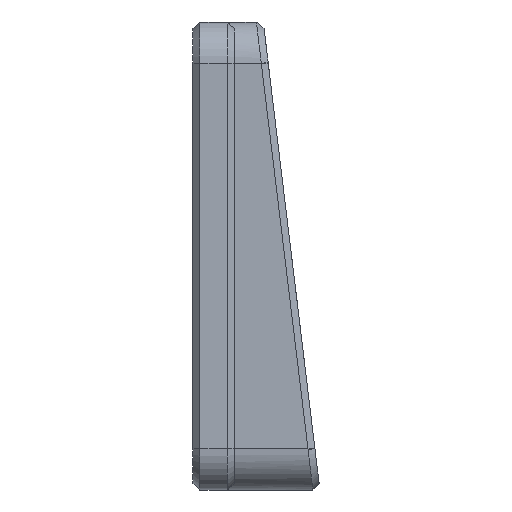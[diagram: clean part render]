
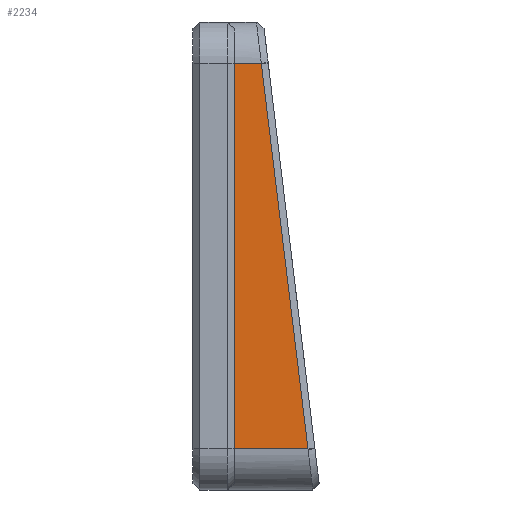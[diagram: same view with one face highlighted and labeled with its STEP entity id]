
A CAD part, left-side view. The second image highlights one B-rep face of the part: STEP entity #2234.
In plain terms, the highlighted planar face has unit normal (-1, 0, 0).
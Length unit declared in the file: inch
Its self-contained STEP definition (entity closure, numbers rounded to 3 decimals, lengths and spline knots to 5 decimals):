
#52=B_SPLINE_CURVE_WITH_KNOTS('',3,(#3809,#3810,#3811,#3812),
 .UNSPECIFIED.,.F.,.F.,(4,4),(1.55078,1.5708),
 .UNSPECIFIED.);
#115=PLANE('',#2468);
#234=FACE_OUTER_BOUND('',#362,.T.);
#362=EDGE_LOOP('',(#1940,#1941,#1942,#1943,#1944));
#491=LINE('',#3541,#681);
#534=LINE('',#3792,#724);
#536=LINE('',#3837,#726);
#557=LINE('',#3897,#747);
#681=VECTOR('',#2887,0.3937);
#724=VECTOR('',#2992,0.3937);
#726=VECTOR('',#3000,0.3937);
#747=VECTOR('',#3075,0.3937);
#990=VERTEX_POINT('',#3538);
#991=VERTEX_POINT('',#3540);
#1026=VERTEX_POINT('',#3760);
#1027=VERTEX_POINT('',#3788);
#1028=VERTEX_POINT('',#3790);
#1247=EDGE_CURVE('',#990,#991,#491,.T.);
#1310=EDGE_CURVE('',#1028,#1027,#534,.T.);
#1311=EDGE_CURVE('',#1026,#1028,#52,.T.);
#1315=EDGE_CURVE('',#1027,#990,#536,.T.);
#1345=EDGE_CURVE('',#991,#1026,#557,.T.);
#1940=ORIENTED_EDGE('',*,*,#1311,.F.);
#1941=ORIENTED_EDGE('',*,*,#1345,.F.);
#1942=ORIENTED_EDGE('',*,*,#1247,.F.);
#1943=ORIENTED_EDGE('',*,*,#1315,.F.);
#1944=ORIENTED_EDGE('',*,*,#1310,.F.);
#2234=ADVANCED_FACE('',(#234),#115,.T.);
#2468=AXIS2_PLACEMENT_3D('',#3898,#3076,#3077);
#2887=DIRECTION('',(0.,0.,1.));
#2992=DIRECTION('',(0.,-0.12,-0.993));
#3000=DIRECTION('',(0.,1.,0.));
#3075=DIRECTION('',(0.,-1.,0.));
#3076=DIRECTION('center_axis',(-1.,0.,0.));
#3077=DIRECTION('ref_axis',(0.,0.,-1.));
#3538=CARTESIAN_POINT('',(-4.33071,-0.45276,-0.67323));
#3540=CARTESIAN_POINT('',(-4.33071,-0.45276,0.42913));
#3541=CARTESIAN_POINT('',(-4.33071,-0.45276,0.2126));
#3760=CARTESIAN_POINT('',(-4.33071,-0.53016,0.42913));
#3788=CARTESIAN_POINT('',(-4.33071,-0.66356,-0.67323));
#3790=CARTESIAN_POINT('',(-4.33071,-0.53045,0.42677));
#3792=CARTESIAN_POINT('',(-4.33071,-0.55605,0.21518));
#3809=CARTESIAN_POINT('Ctrl Pts',(-4.33071,-0.53016,
0.42913));
#3810=CARTESIAN_POINT('Ctrl Pts',(-4.33071,-0.53026,
0.42835));
#3811=CARTESIAN_POINT('Ctrl Pts',(-4.33071,-0.53035,
0.42756));
#3812=CARTESIAN_POINT('Ctrl Pts',(-4.33071,-0.53045,
0.42677));
#3837=CARTESIAN_POINT('',(-4.33071,-0.3937,-0.67323));
#3897=CARTESIAN_POINT('',(-4.33071,-0.3937,0.42913));
#3898=CARTESIAN_POINT('Origin',(-4.33071,-0.45276,0.54724));
